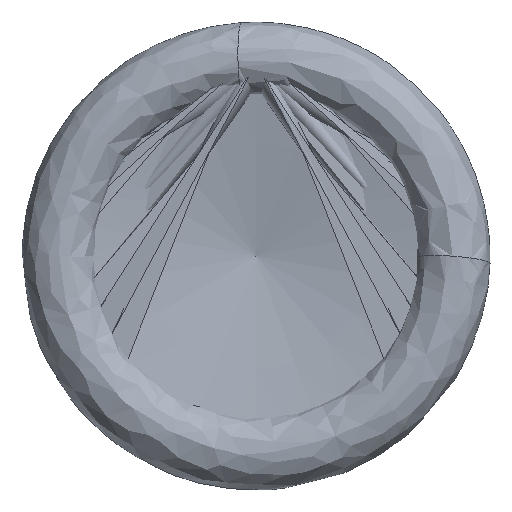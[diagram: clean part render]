
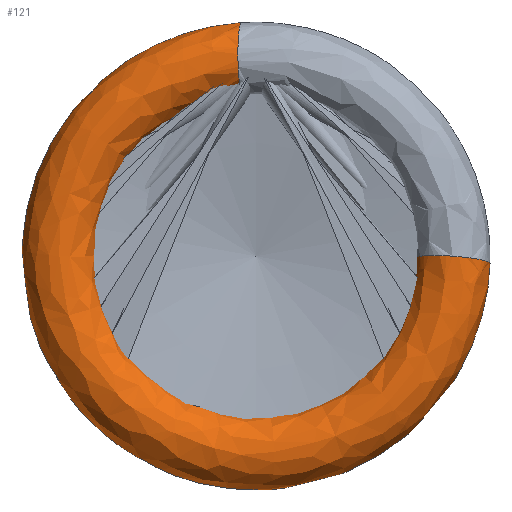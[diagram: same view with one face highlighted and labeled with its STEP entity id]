
A CAD part, left-side view. The second image highlights one B-rep face of the part: STEP entity #121.
In plain terms, the highlighted free-form (B-spline) face has degree [3, 3] with [7, 7] control points.
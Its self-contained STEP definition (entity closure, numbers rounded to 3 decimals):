
#121=ADVANCED_FACE('',(#133,#134),#131,.F.);
#131=(
BOUNDED_SURFACE()
B_SPLINE_SURFACE(3,3,((#272,#273,#274,#275,#276,#277,#278),(#279,#280,#281,
#282,#283,#284,#285),(#286,#287,#288,#289,#290,#291,#292),(#293,#294,#295,
#296,#297,#298,#299),(#300,#301,#302,#303,#304,#305,#306),(#307,#308,#309,
#310,#311,#312,#313),(#314,#315,#316,#317,#318,#319,#320)),
 .UNSPECIFIED.,.T.,.F.,.F.)
B_SPLINE_SURFACE_WITH_KNOTS((1,3,3,3,1),(4,3,4),(-0.5,0.,0.5,1.,1.5),(0.,
0.5,1.),.UNSPECIFIED.)
GEOMETRIC_REPRESENTATION_ITEM()
RATIONAL_B_SPLINE_SURFACE(((1.,0.602,0.602,1.,0.602,
0.602,1.),(0.333,0.201,0.201,
0.333,0.201,0.201,0.333),
(0.333,0.201,0.201,0.333,
0.201,0.201,0.333),(1.,0.602,
0.602,1.,0.602,0.602,1.),(0.333,
0.201,0.201,0.333,0.201,
0.201,0.333),(0.333,0.201,
0.201,0.333,0.201,0.201,
0.333),(1.,0.602,0.602,1.,0.602,
0.602,1.)))
REPRESENTATION_ITEM('')
SURFACE()
);
#133=FACE_BOUND('',#151,.T.);
#134=FACE_BOUND('',#152,.T.);
#151=EDGE_LOOP('',(#169));
#152=EDGE_LOOP('',(#170));
#169=ORIENTED_EDGE('',*,*,#197,.T.);
#170=ORIENTED_EDGE('',*,*,#198,.F.);
#187=VERTEX_POINT('',#269);
#188=VERTEX_POINT('',#271);
#197=EDGE_CURVE('',#187,#187,#206,.T.);
#198=EDGE_CURVE('',#188,#188,#207,.T.);
#206=CIRCLE('',#216,4.);
#207=CIRCLE('',#217,4.);
#216=AXIS2_PLACEMENT_3D('',#268,#234,#235);
#217=AXIS2_PLACEMENT_3D('',#270,#236,#237);
#234=DIRECTION('',(0.122,0.992,-0.022));
#235=DIRECTION('',(0.993,-0.122,0.011));
#236=DIRECTION('',(0.122,-0.069,0.99));
#237=DIRECTION('',(0.993,0.,-0.122));
#268=CARTESIAN_POINT('',(3.97,1.437,20.957));
#269=CARTESIAN_POINT('',(7.94,0.951,21.002));
#270=CARTESIAN_POINT('',(3.97,-21.001,-0.486));
#271=CARTESIAN_POINT('',(7.94,-21.001,-0.975));
#272=CARTESIAN_POINT('',(7.94,-21.001,-0.975));
#273=CARTESIAN_POINT('',(7.94,-20.014,-22.234));
#274=CARTESIAN_POINT('',(7.94,-0.166,-29.915));
#275=CARTESIAN_POINT('',(7.94,14.874,-14.857));
#276=CARTESIAN_POINT('',(7.94,29.915,0.2));
#277=CARTESIAN_POINT('',(7.94,22.211,20.04));
#278=CARTESIAN_POINT('',(7.94,0.951,21.002));
#279=CARTESIAN_POINT('',(8.008,-13.02,-0.425));
#280=CARTESIAN_POINT('',(8.008,-12.59,-13.606));
#281=CARTESIAN_POINT('',(8.008,-0.357,-18.533));
#282=CARTESIAN_POINT('',(8.008,9.089,-9.332));
#283=CARTESIAN_POINT('',(8.008,18.536,-0.131));
#284=CARTESIAN_POINT('',(8.008,13.932,12.227));
#285=CARTESIAN_POINT('',(8.008,0.768,13.004));
#286=CARTESIAN_POINT('',(0.068,-13.02,0.552));
#287=CARTESIAN_POINT('',(0.068,-13.579,-12.628));
#288=CARTESIAN_POINT('',(0.068,-1.746,-18.461));
#289=CARTESIAN_POINT('',(0.068,8.367,-9.991));
#290=CARTESIAN_POINT('',(0.068,18.481,-1.52));
#291=CARTESIAN_POINT('',(0.068,14.815,11.152));
#292=CARTESIAN_POINT('',(0.068,1.741,12.915));
#293=CARTESIAN_POINT('',(0.,-21.001,0.002));
#294=CARTESIAN_POINT('',(0.,-21.003,-21.257));
#295=CARTESIAN_POINT('',(0.,-1.554,-29.843));
#296=CARTESIAN_POINT('',(0.,14.152,-15.516));
#297=CARTESIAN_POINT('',(0.,29.859,-1.189));
#298=CARTESIAN_POINT('',(0.,23.094,18.965));
#299=CARTESIAN_POINT('',(0.,1.924,20.912));
#300=CARTESIAN_POINT('',(-0.068,-28.982,-0.547));
#301=CARTESIAN_POINT('',(-0.068,-28.427,-29.886));
#302=CARTESIAN_POINT('',(-0.068,-1.363,-41.224));
#303=CARTESIAN_POINT('',(-0.068,19.937,-21.041));
#304=CARTESIAN_POINT('',(-0.068,41.238,-0.858));
#305=CARTESIAN_POINT('',(-0.068,31.373,26.778));
#306=CARTESIAN_POINT('',(-0.068,2.107,28.91));
#307=CARTESIAN_POINT('',(7.873,-28.982,-1.525));
#308=CARTESIAN_POINT('',(7.873,-27.438,-30.863));
#309=CARTESIAN_POINT('',(7.873,0.026,-41.296));
#310=CARTESIAN_POINT('',(7.873,20.659,-20.382));
#311=CARTESIAN_POINT('',(7.873,41.293,0.531));
#312=CARTESIAN_POINT('',(7.873,30.49,27.852));
#313=CARTESIAN_POINT('',(7.873,1.133,29.));
#314=CARTESIAN_POINT('',(7.94,-21.001,-0.975));
#315=CARTESIAN_POINT('',(7.94,-20.014,-22.234));
#316=CARTESIAN_POINT('',(7.94,-0.166,-29.915));
#317=CARTESIAN_POINT('',(7.94,14.874,-14.857));
#318=CARTESIAN_POINT('',(7.94,29.915,0.2));
#319=CARTESIAN_POINT('',(7.94,22.211,20.04));
#320=CARTESIAN_POINT('',(7.94,0.951,21.002));
